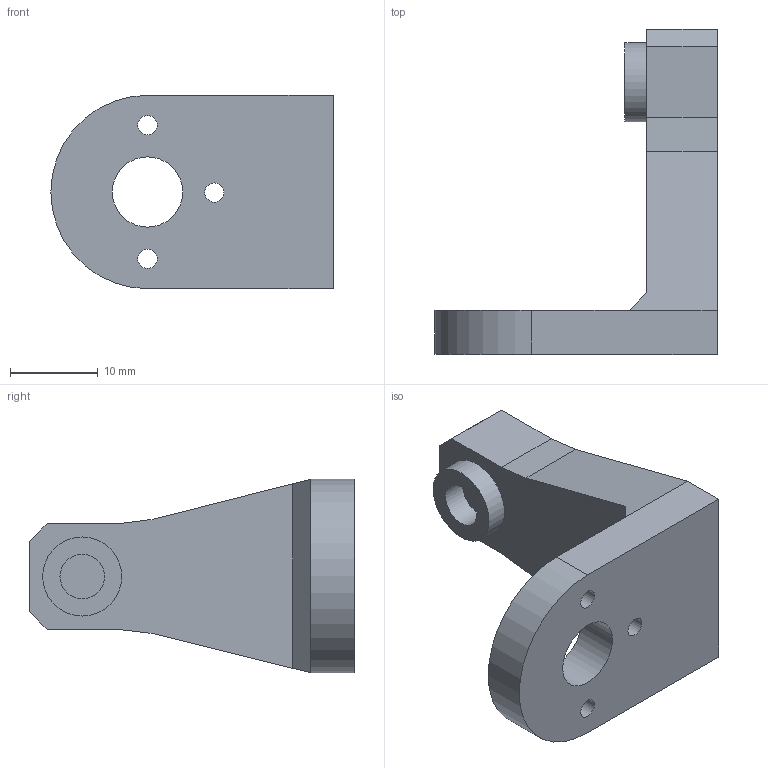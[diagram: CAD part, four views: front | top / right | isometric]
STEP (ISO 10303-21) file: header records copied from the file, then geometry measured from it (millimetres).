
FILE_DESCRIPTION(/* description */ ('STEP AP242','CAx-IF Rec.Pracs.---Representation and Presentation of Product Manufacturing Information (PMI)---4.0---2014-10-13','CAx-IF Rec.Pracs.---3D Tessellated Geometry---0.4---2014-09-14','2;1'),/* implementation_level */ '2;1');
FILE_NAME(/* name */ 'Part Studio 1 - Connector',/* time_stamp */ '2024-06-10T11:20:52Z',/* author */ (''),/* organization */ (''),/* preprocessor_version */ 'ST-DEVELOPER v20',/* originating_system */ ' ',/* authorisation */ ' ');
FILE_SCHEMA (('AP242_MANAGED_MODEL_BASED_3D_ENGINEERING_MIM_LF { 1 0 10303 442 1 1 4 }'));
Length unit declared in the file: metre
Products named in the file (1): Connector
Bounding box: 32.12 x 36.98 x 22 mm (x, y, z)
Volume: 6956.6 mm3; surface area: 3386.2 mm2
Topology: 1 solids, 1 shells, 25 faces, 61 edges, 40 vertices
Faces by surface type: plane 18, cylinder 7
Full cylindrical faces by diameter (mm): 2.2 x3, 5.06 x1, 8 x1, 9 x1
Entity records: 741 total; most frequent: DIRECTION 121, CARTESIAN_POINT 121, ORIENTED_EDGE 110, EDGE_CURVE 55, LINE 41, VECTOR 41, EDGE_LOOP 41, FACE_BOUND 41
